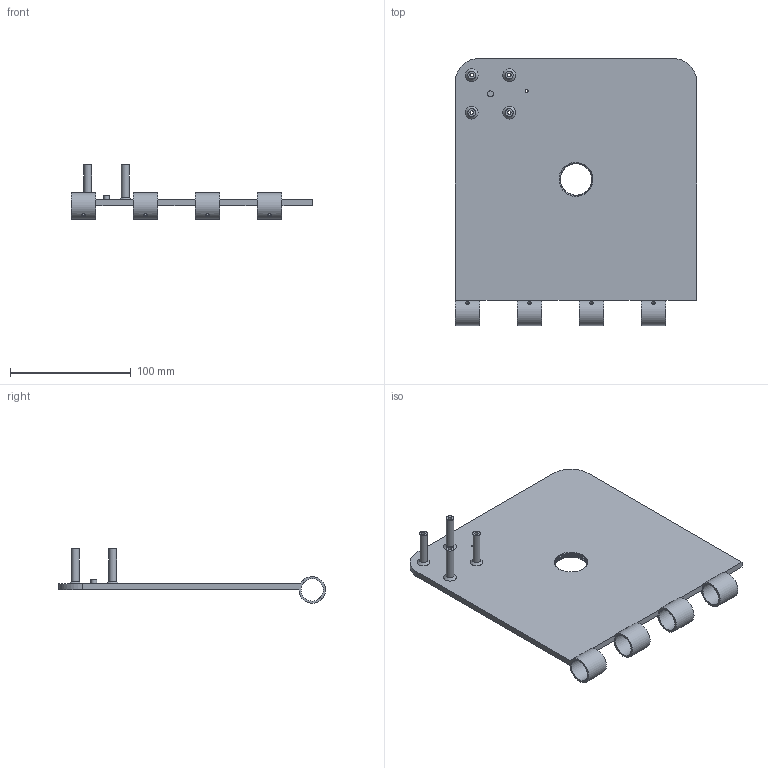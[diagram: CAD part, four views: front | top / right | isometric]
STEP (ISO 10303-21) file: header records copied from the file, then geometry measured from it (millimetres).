
FILE_DESCRIPTION(/* description */ ('STEP AP242','CAx-IF Rec.Pracs.---Representation and Presentation of Product Manufacturing Information (PMI)---4.0---2014-10-13','CAx-IF Rec.Pracs.---3D Tessellated Geometry---0.4---2014-09-14','2;1'),/* implementation_level */ '2;1');
FILE_NAME(/* name */ '68622d68ccedfa2906fb2fcf',/* time_stamp */ '2025-06-30T06:23:37Z',/* author */ (''),/* organization */ (''),/* preprocessor_version */ 'ST-DEVELOPER v20',/* originating_system */ 'ONSHAPE BY PTC INC, 1.200',/* authorisation */ ' ');
FILE_SCHEMA (('AP242_MANAGED_MODEL_BASED_3D_ENGINEERING_MIM_LF { 1 0 10303 442 1 1 4 }'));
Length unit declared in the file: metre
Products named in the file (1): Part 1
Bounding box: 200 x 220.77 x 44.99 mm (x, y, z)
Volume: 207750.9 mm3; surface area: 97227.6 mm2
Topology: 1 solids, 1 shells, 68 faces, 165 edges, 109 vertices
Faces by surface type: cylinder 33, plane 26, cone 6, bspline 3
Full cylindrical faces by diameter (mm): 2.5 x1, 3 x4, 3.3 x8, 4.9 x1, 6 x4, 6.5 x4, 7.5 x1, 18.5 x4
Entity records: 2730 total; most frequent: CARTESIAN_POINT 1245, DIRECTION 285, ORIENTED_EDGE 244, EDGE_LOOP 147, FACE_BOUND 147, EDGE_CURVE 122, AXIS2_PLACEMENT_3D 122, VERTEX_POINT 99
